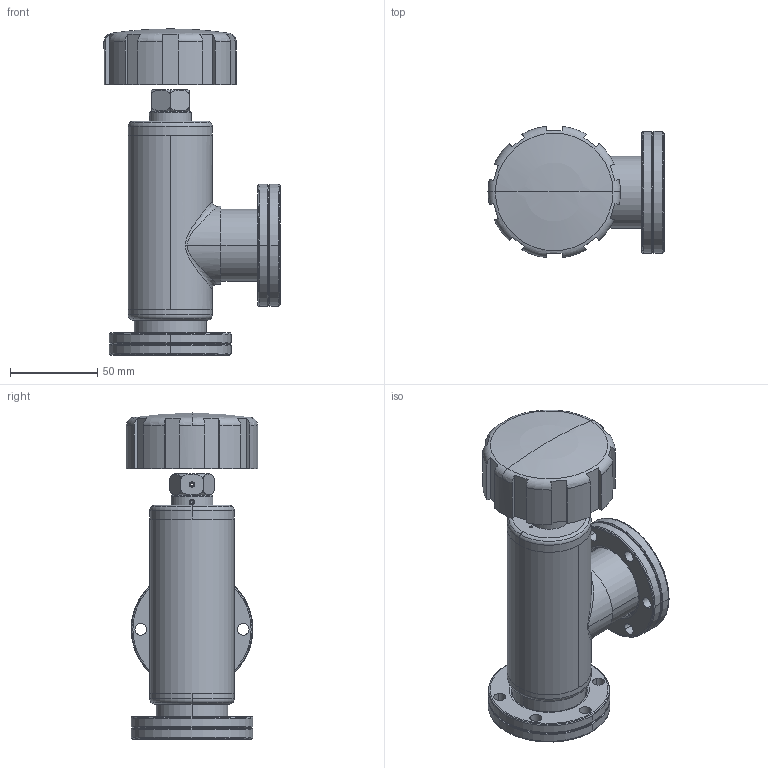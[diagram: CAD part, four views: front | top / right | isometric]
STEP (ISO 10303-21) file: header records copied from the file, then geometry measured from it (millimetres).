
FILE_DESCRIPTION((''),'2;1');
FILE_NAME('ZVR40R_ASM','2013-08-16T',('ashley.simmans'),(''),'PRO/ENGINEER BY PARAMETRIC TECHNOLOGY CORPORATION, 2013050','PRO/ENGINEER BY PARAMETRIC TECHNOLOGY CORPORATION, 2013050','');
FILE_SCHEMA(('CONFIG_CONTROL_DESIGN'));
Length unit declared in the file: millimetre
Products named in the file (24): CR40R1_NONE; CR40R2_NONE; CR40R3_NONE; CR40R4_NONE; CR40R5_NONE; CR40R6_NONE; CR40R7_NONE; CR40R8_NONE; CR40R9_NONE; CR40R10_NONE; CR40R11_NONE; CR40R12_NONE; CR40R13_NONE; CR40R14_NONE; CR40R15_NONE; CR40R16_NONE; CR40R17_NONE; CR40R18_NONE; CR40R19_NONE; CR40R20_NONE; CR40R_NONE_ASM; ZCR40REC__ASM; ZVR_KNOB; ZVR40R_ASM
Assembly tree (23 placements, depth 4):
  ZVR40R_ASM
    ZCR40REC__ASM
      CR40R_NONE_ASM
        CR40R1_NONE
        CR40R2_NONE
        CR40R3_NONE
        CR40R4_NONE
        CR40R5_NONE
        CR40R6_NONE
        CR40R7_NONE
        CR40R8_NONE
        CR40R9_NONE
        CR40R10_NONE
        CR40R11_NONE
        CR40R12_NONE
        CR40R13_NONE
        CR40R14_NONE
        CR40R15_NONE
        CR40R16_NONE
        CR40R17_NONE
        CR40R18_NONE
        CR40R19_NONE
        CR40R20_NONE
    ZVR_KNOB
Bounding box: 101.05 x 75.47 x 187.25 mm (x, y, z)
Volume: 329567 mm3; surface area: 140215.4 mm2
Topology: 21 solids, 21 shells, 780 faces, 1831 edges, 1134 vertices
Faces by surface type: torus 230, cylinder 229, plane 162, cone 91, revolution 56, sphere 8, bspline 4
Entity records: 27125 total; most frequent: CARTESIAN_POINT 7953, DIRECTION 4485, ORIENTED_EDGE 3614, AXIS2_PLACEMENT_3D 1996, EDGE_CURVE 1807, CIRCLE 1208, VERTEX_POINT 1134, EDGE_LOOP 911
